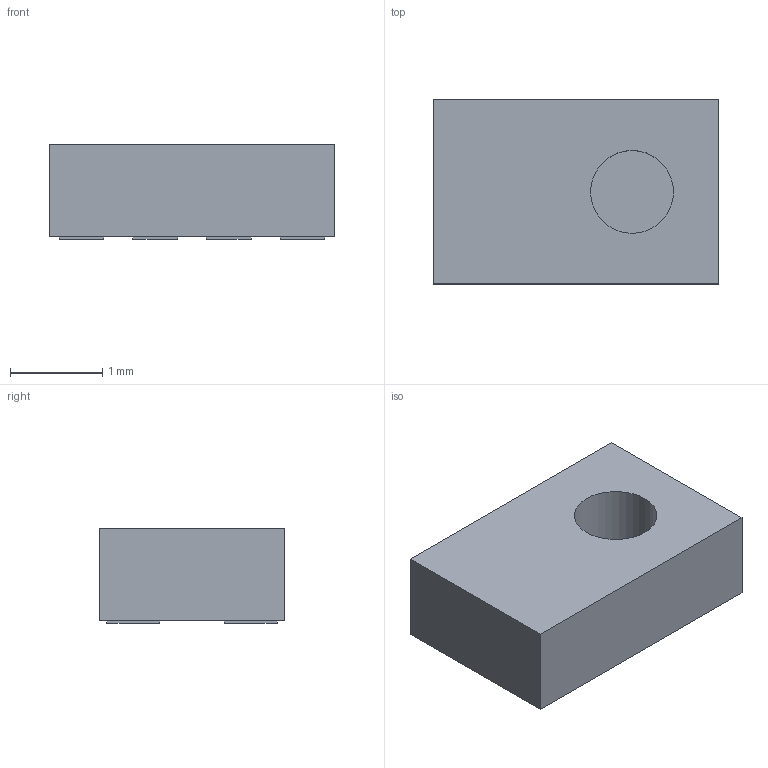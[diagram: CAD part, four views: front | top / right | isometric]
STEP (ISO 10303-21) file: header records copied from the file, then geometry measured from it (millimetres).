
FILE_DESCRIPTION(('FreeCAD Model'),'2;1');
FILE_NAME( 'AS7341.step', '2020-08-13T17:54:02',('kicad StepUp'),('ksu MCAD'), 'Open CASCADE STEP processor 7.4','FreeCAD','Unknown');
FILE_SCHEMA(('AUTOMOTIVE_DESIGN { 1 0 10303 214 1 1 1 1 }'));
Length unit declared in the file: millimetre
Products named in the file (1): AS7341
Bounding box: 3.1 x 2 x 1.02 mm (x, y, z)
Volume: 5.7 mm3; surface area: 25.6 mm2
Topology: 1 solids, 1 shells, 48 faces, 111 edges, 74 vertices
Faces by surface type: plane 47, cylinder 1
Full cylindrical faces by diameter (mm): 0.9 x1
Entity records: 1686 total; most frequent: CARTESIAN_POINT 234, ORIENTED_EDGE 222, DIRECTION 211, EDGE_CURVE 111, LINE 109, VECTOR 109, VERTEX_POINT 74, FACE_BOUND 57
